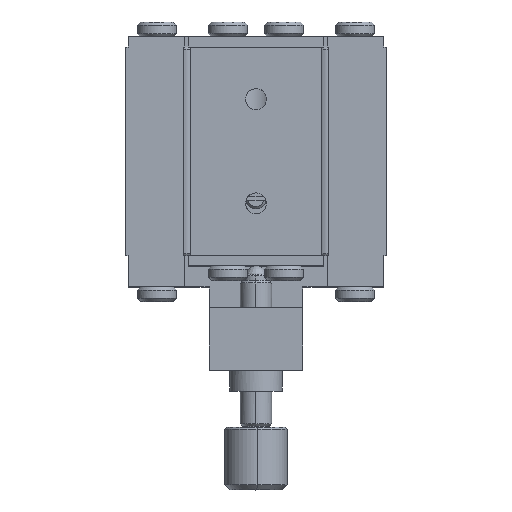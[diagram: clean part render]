
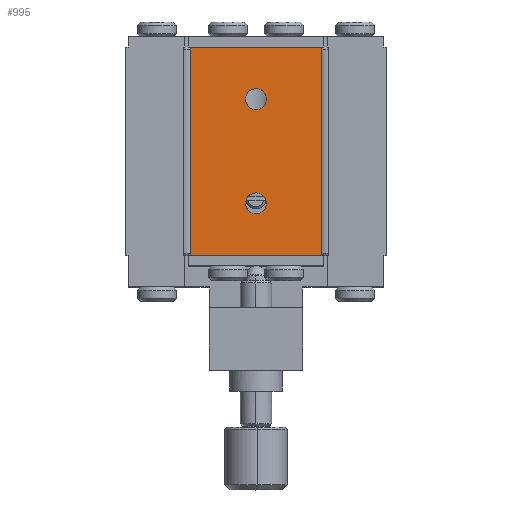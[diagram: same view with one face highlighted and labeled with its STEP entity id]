
A CAD part, top view. The second image highlights one B-rep face of the part: STEP entity #995.
In plain terms, the highlighted planar face has unit normal (0, 0, 1).
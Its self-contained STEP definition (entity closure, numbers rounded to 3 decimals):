
#55=FACE_BOUND('',#1714,.T.);
#56=FACE_BOUND('',#1715,.T.);
#345=B_SPLINE_CURVE_WITH_KNOTS('',1,(#10985,#10986),.UNSPECIFIED.,.F.,.F.,
(2,2),(0.,12.6),.UNSPECIFIED.);
#399=B_SPLINE_CURVE_WITH_KNOTS('',1,(#11443,#11444),.UNSPECIFIED.,.F.,.F.,
(2,2),(0.,20.),.UNSPECIFIED.);
#401=B_SPLINE_CURVE_WITH_KNOTS('',1,(#11447,#11448),.UNSPECIFIED.,.F.,.F.,
(2,2),(0.,20.),.UNSPECIFIED.);
#402=B_SPLINE_CURVE_WITH_KNOTS('',1,(#11449,#11450),.UNSPECIFIED.,.F.,.F.,
(2,2),(0.,12.6),.UNSPECIFIED.);
#753=PLANE('',#5976);
#995=ADVANCED_FACE('',(#1332,#55,#56),#753,.T.);
#1332=FACE_OUTER_BOUND('',#1713,.T.);
#1713=EDGE_LOOP('',(#2984,#2985,#2986,#2987));
#1714=EDGE_LOOP('',(#2988,#2989,#2990,#2991));
#1715=EDGE_LOOP('',(#2992,#2993,#2994,#2995));
#2984=ORIENTED_EDGE('',*,*,#4232,.F.);
#2985=ORIENTED_EDGE('',*,*,#4306,.T.);
#2986=ORIENTED_EDGE('',*,*,#4307,.T.);
#2987=ORIENTED_EDGE('',*,*,#4304,.F.);
#2988=ORIENTED_EDGE('',*,*,#4249,.T.);
#2989=ORIENTED_EDGE('',*,*,#4248,.T.);
#2990=ORIENTED_EDGE('',*,*,#4247,.T.);
#2991=ORIENTED_EDGE('',*,*,#4582,.T.);
#2992=ORIENTED_EDGE('',*,*,#4256,.T.);
#2993=ORIENTED_EDGE('',*,*,#4255,.T.);
#2994=ORIENTED_EDGE('',*,*,#4254,.T.);
#2995=ORIENTED_EDGE('',*,*,#4585,.T.);
#4232=EDGE_CURVE('',#5456,#5457,#345,.T.);
#4247=EDGE_CURVE('',#5467,#5679,#4879,.T.);
#4248=EDGE_CURVE('',#5469,#5467,#4880,.T.);
#4249=EDGE_CURVE('',#5468,#5469,#4881,.T.);
#4254=EDGE_CURVE('',#5473,#5681,#4882,.T.);
#4255=EDGE_CURVE('',#5475,#5473,#4883,.T.);
#4256=EDGE_CURVE('',#5474,#5475,#4884,.T.);
#4304=EDGE_CURVE('',#5457,#5501,#399,.T.);
#4306=EDGE_CURVE('',#5456,#5502,#401,.T.);
#4307=EDGE_CURVE('',#5502,#5501,#402,.T.);
#4582=EDGE_CURVE('',#5679,#5468,#5067,.T.);
#4585=EDGE_CURVE('',#5681,#5474,#5068,.T.);
#4879=(
BOUNDED_CURVE()
B_SPLINE_CURVE(2,(#11015,#11016,#11017),.UNSPECIFIED.,.F.,.F.)
B_SPLINE_CURVE_WITH_KNOTS((3,3),(-3.162,-1.581),
 .UNSPECIFIED.)
CURVE()
GEOMETRIC_REPRESENTATION_ITEM()
RATIONAL_B_SPLINE_CURVE((1.,0.707,1.))
REPRESENTATION_ITEM('')
);
#4880=(
BOUNDED_CURVE()
B_SPLINE_CURVE(2,(#11018,#11019,#11020),.UNSPECIFIED.,.F.,.F.)
B_SPLINE_CURVE_WITH_KNOTS((3,3),(-1.581,0.),.UNSPECIFIED.)
CURVE()
GEOMETRIC_REPRESENTATION_ITEM()
RATIONAL_B_SPLINE_CURVE((1.,0.707,1.))
REPRESENTATION_ITEM('')
);
#4881=(
BOUNDED_CURVE()
B_SPLINE_CURVE(2,(#11021,#11022,#11023),.UNSPECIFIED.,.F.,.F.)
B_SPLINE_CURVE_WITH_KNOTS((3,3),(-3.162,-1.581),
 .UNSPECIFIED.)
CURVE()
GEOMETRIC_REPRESENTATION_ITEM()
RATIONAL_B_SPLINE_CURVE((1.,0.707,1.))
REPRESENTATION_ITEM('')
);
#4882=(
BOUNDED_CURVE()
B_SPLINE_CURVE(2,(#11101,#11102,#11103),.UNSPECIFIED.,.F.,.F.)
B_SPLINE_CURVE_WITH_KNOTS((3,3),(-3.162,-1.581),
 .UNSPECIFIED.)
CURVE()
GEOMETRIC_REPRESENTATION_ITEM()
RATIONAL_B_SPLINE_CURVE((1.,0.707,1.))
REPRESENTATION_ITEM('')
);
#4883=(
BOUNDED_CURVE()
B_SPLINE_CURVE(2,(#11104,#11105,#11106),.UNSPECIFIED.,.F.,.F.)
B_SPLINE_CURVE_WITH_KNOTS((3,3),(-1.581,0.),.UNSPECIFIED.)
CURVE()
GEOMETRIC_REPRESENTATION_ITEM()
RATIONAL_B_SPLINE_CURVE((1.,0.707,1.))
REPRESENTATION_ITEM('')
);
#4884=(
BOUNDED_CURVE()
B_SPLINE_CURVE(2,(#11107,#11108,#11109),.UNSPECIFIED.,.F.,.F.)
B_SPLINE_CURVE_WITH_KNOTS((3,3),(-3.162,-1.581),
 .UNSPECIFIED.)
CURVE()
GEOMETRIC_REPRESENTATION_ITEM()
RATIONAL_B_SPLINE_CURVE((1.,0.707,1.))
REPRESENTATION_ITEM('')
);
#5067=(
BOUNDED_CURVE()
B_SPLINE_CURVE(2,(#12372,#12373,#12374),.UNSPECIFIED.,.F.,.F.)
B_SPLINE_CURVE_WITH_KNOTS((3,3),(-1.581,0.),.UNSPECIFIED.)
CURVE()
GEOMETRIC_REPRESENTATION_ITEM()
RATIONAL_B_SPLINE_CURVE((1.,0.707,1.))
REPRESENTATION_ITEM('')
);
#5068=(
BOUNDED_CURVE()
B_SPLINE_CURVE(2,(#12402,#12403,#12404),.UNSPECIFIED.,.F.,.F.)
B_SPLINE_CURVE_WITH_KNOTS((3,3),(-1.581,0.),.UNSPECIFIED.)
CURVE()
GEOMETRIC_REPRESENTATION_ITEM()
RATIONAL_B_SPLINE_CURVE((1.,0.707,1.))
REPRESENTATION_ITEM('')
);
#5456=VERTEX_POINT('',#9214);
#5457=VERTEX_POINT('',#9215);
#5467=VERTEX_POINT('',#9225);
#5468=VERTEX_POINT('',#9226);
#5469=VERTEX_POINT('',#9227);
#5473=VERTEX_POINT('',#9231);
#5474=VERTEX_POINT('',#9232);
#5475=VERTEX_POINT('',#9233);
#5501=VERTEX_POINT('',#9259);
#5502=VERTEX_POINT('',#9260);
#5679=VERTEX_POINT('',#9437);
#5681=VERTEX_POINT('',#9439);
#5976=AXIS2_PLACEMENT_3D('',#8138,#6228,$);
#6228=DIRECTION('',(0.,0.,1.));
#8138=CARTESIAN_POINT('',(7.68,-2.081,11.5));
#9214=CARTESIAN_POINT('',(6.3,0.039,11.5));
#9215=CARTESIAN_POINT('',(-6.3,0.039,11.5));
#9225=CARTESIAN_POINT('',(-1.007,15.039,11.5));
#9226=CARTESIAN_POINT('',(1.006,15.039,11.5));
#9227=CARTESIAN_POINT('',(0.,14.032,11.5));
#9231=CARTESIAN_POINT('',(-1.007,5.039,11.5));
#9232=CARTESIAN_POINT('',(1.006,5.039,11.5));
#9233=CARTESIAN_POINT('',(0.,4.032,11.5));
#9259=CARTESIAN_POINT('',(-6.3,20.039,11.5));
#9260=CARTESIAN_POINT('',(6.3,20.039,11.5));
#9437=CARTESIAN_POINT('',(0.,16.045,11.5));
#9439=CARTESIAN_POINT('',(0.,6.045,11.5));
#10985=CARTESIAN_POINT('',(6.3,0.039,11.5));
#10986=CARTESIAN_POINT('',(-6.3,0.039,11.5));
#11015=CARTESIAN_POINT('',(-1.007,15.039,11.5));
#11016=CARTESIAN_POINT('',(-1.007,16.045,11.5));
#11017=CARTESIAN_POINT('',(0.,16.045,11.5));
#11018=CARTESIAN_POINT('',(0.,14.032,11.5));
#11019=CARTESIAN_POINT('',(-1.007,14.032,11.5));
#11020=CARTESIAN_POINT('',(-1.007,15.039,11.5));
#11021=CARTESIAN_POINT('',(1.006,15.039,11.5));
#11022=CARTESIAN_POINT('',(1.006,14.032,11.5));
#11023=CARTESIAN_POINT('',(0.,14.032,11.5));
#11101=CARTESIAN_POINT('',(-1.007,5.039,11.5));
#11102=CARTESIAN_POINT('',(-1.007,6.045,11.5));
#11103=CARTESIAN_POINT('',(0.,6.045,11.5));
#11104=CARTESIAN_POINT('',(0.,4.032,11.5));
#11105=CARTESIAN_POINT('',(-1.007,4.032,11.5));
#11106=CARTESIAN_POINT('',(-1.007,5.039,11.5));
#11107=CARTESIAN_POINT('',(1.006,5.039,11.5));
#11108=CARTESIAN_POINT('',(1.006,4.032,11.5));
#11109=CARTESIAN_POINT('',(0.,4.032,11.5));
#11443=CARTESIAN_POINT('',(-6.3,0.039,11.5));
#11444=CARTESIAN_POINT('',(-6.3,20.039,11.5));
#11447=CARTESIAN_POINT('',(6.3,0.039,11.5));
#11448=CARTESIAN_POINT('',(6.3,20.039,11.5));
#11449=CARTESIAN_POINT('',(6.3,20.039,11.5));
#11450=CARTESIAN_POINT('',(-6.3,20.039,11.5));
#12372=CARTESIAN_POINT('',(0.,16.045,11.5));
#12373=CARTESIAN_POINT('',(1.006,16.045,11.5));
#12374=CARTESIAN_POINT('',(1.006,15.039,11.5));
#12402=CARTESIAN_POINT('',(0.,6.045,11.5));
#12403=CARTESIAN_POINT('',(1.006,6.045,11.5));
#12404=CARTESIAN_POINT('',(1.006,5.039,11.5));
